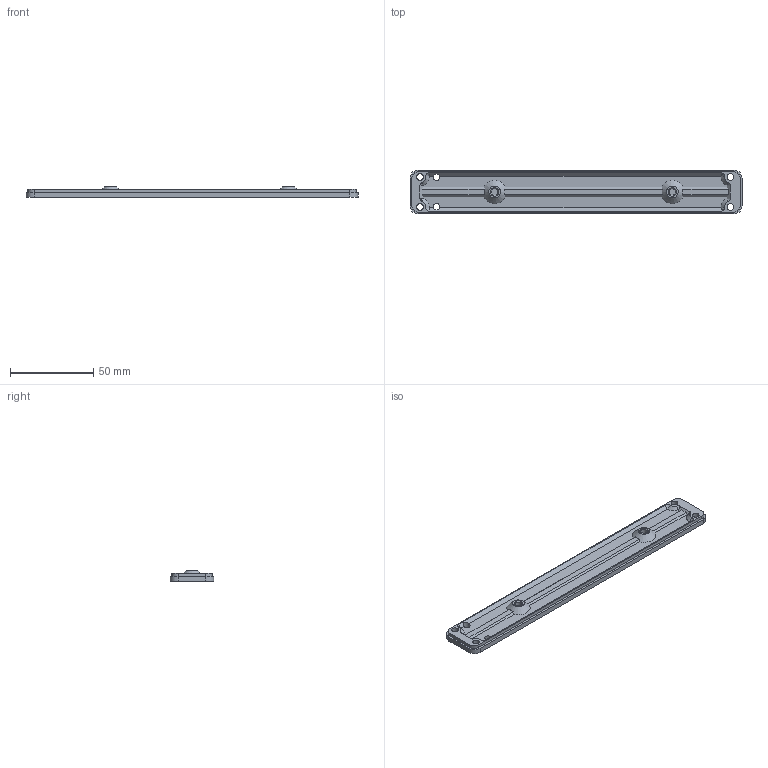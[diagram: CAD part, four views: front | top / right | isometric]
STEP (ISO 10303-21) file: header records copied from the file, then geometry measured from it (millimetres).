
FILE_DESCRIPTION(/* description */ (''),/* implementation_level */ '2;1');
FILE_NAME(/* name */ '7eeefe3f-ce3b-4ff6-b577-bc6b065055c2.stp',/* time_stamp */ '2026-02-27T11:15:36Z',/* author */ (''),/* organization */ (''),/* preprocessor_version */ 'ST-DEVELOPER v20.1',/* originating_system */ 'Autodesk Translation Framework v14.24.0.0',/* authorisation */ '');
FILE_SCHEMA (('AUTOMOTIVE_DESIGN { 1 0 10303 214 3 1 1 }'));
Length unit declared in the file: millimetre
Products named in the file (1): unterseite
Bounding box: 200 x 26.5 x 6.5 mm (x, y, z)
Volume: 18766.3 mm3; surface area: 13605.3 mm2
Topology: 1 solids, 1 shells, 62 faces, 172 edges, 106 vertices
Faces by surface type: plane 30, cylinder 16, cone 16
Full cylindrical faces by diameter (mm): 4 x8
Entity records: 1983 total; most frequent: CARTESIAN_POINT 349, DIRECTION 348, ORIENTED_EDGE 328, EDGE_CURVE 164, AXIS2_PLACEMENT_3D 129, VERTEX_POINT 106, LINE 90, VECTOR 90
